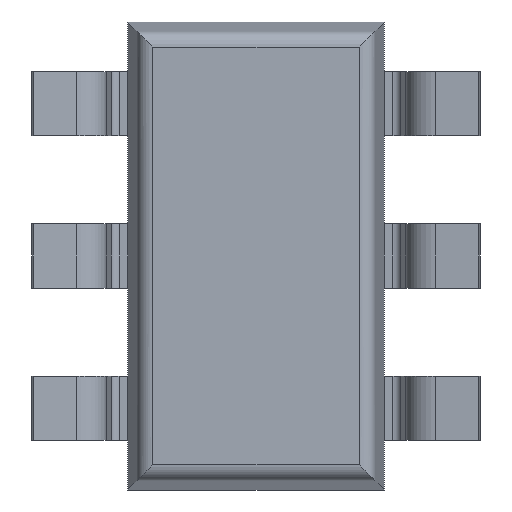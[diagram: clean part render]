
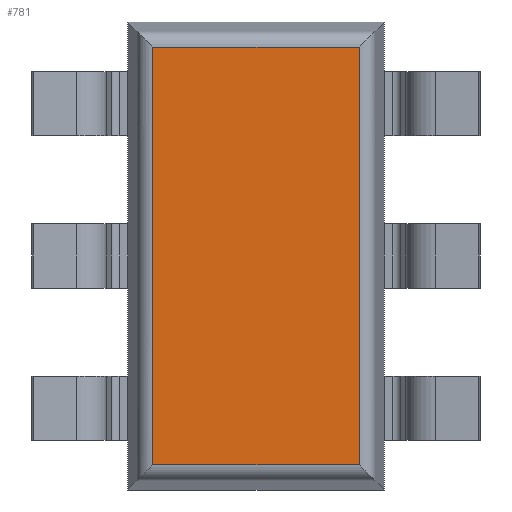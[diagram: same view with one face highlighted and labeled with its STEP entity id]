
A CAD part, front view. The second image highlights one B-rep face of the part: STEP entity #781.
In plain terms, the highlighted planar face has unit normal (0, -1, 0).
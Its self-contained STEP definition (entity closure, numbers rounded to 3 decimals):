
#195 = DIRECTION ( 'NONE',  ( 0., 0., -1. ) ) ;
#262 = LINE ( 'NONE', #1785, #848 ) ;
#330 = CARTESIAN_POINT ( 'NONE',  ( -0.643, 0.1, 1.303 ) ) ;
#343 = CARTESIAN_POINT ( 'NONE',  ( 0.643, 0.1, 1.303 ) ) ;
#392 = ORIENTED_EDGE ( 'NONE', *, *, #832, .T. ) ;
#491 = EDGE_CURVE ( 'NONE', #2348, #3199, #2553, .T. ) ;
#551 = LINE ( 'NONE', #785, #555 ) ;
#555 = VECTOR ( 'NONE', #3077, 1000. ) ;
#635 = VECTOR ( 'NONE', #1784, 1000. ) ;
#741 = PLANE ( 'NONE',  #2196 ) ;
#781 = ADVANCED_FACE ( 'NONE', ( #3288 ), #741, .T. ) ;
#785 = CARTESIAN_POINT ( 'NONE',  ( -0.643, 0.1, -1.39 ) ) ;
#789 = EDGE_CURVE ( 'NONE', #1940, #2348, #1739, .T. ) ;
#832 = EDGE_CURVE ( 'NONE', #3199, #1862, #262, .T. ) ;
#848 = VECTOR ( 'NONE', #2587, 1000. ) ;
#944 = CARTESIAN_POINT ( 'NONE',  ( 0., 0.1, 0. ) ) ;
#1223 = CARTESIAN_POINT ( 'NONE',  ( 0.73, 0.1, -1.303 ) ) ;
#1234 = VECTOR ( 'NONE', #2753, 1000. ) ;
#1708 = DIRECTION ( 'NONE',  ( 0., -1., 0. ) ) ;
#1739 = LINE ( 'NONE', #1223, #1234 ) ;
#1784 = DIRECTION ( 'NONE',  ( 0., 0., 1. ) ) ;
#1785 = CARTESIAN_POINT ( 'NONE',  ( -0.73, 0.1, 1.303 ) ) ;
#1862 = VERTEX_POINT ( 'NONE', #330 ) ;
#1932 = ORIENTED_EDGE ( 'NONE', *, *, #789, .T. ) ;
#1940 = VERTEX_POINT ( 'NONE', #2439 ) ;
#1958 = ORIENTED_EDGE ( 'NONE', *, *, #2197, .T. ) ;
#2088 = ORIENTED_EDGE ( 'NONE', *, *, #491, .T. ) ;
#2196 = AXIS2_PLACEMENT_3D ( 'NONE', #944, #1708, #195 ) ;
#2197 = EDGE_CURVE ( 'NONE', #1862, #1940, #551, .T. ) ;
#2348 = VERTEX_POINT ( 'NONE', #2562 ) ;
#2439 = CARTESIAN_POINT ( 'NONE',  ( -0.643, 0.1, -1.303 ) ) ;
#2553 = LINE ( 'NONE', #3014, #635 ) ;
#2562 = CARTESIAN_POINT ( 'NONE',  ( 0.643, 0.1, -1.303 ) ) ;
#2587 = DIRECTION ( 'NONE',  ( -1., 0., 0. ) ) ;
#2753 = DIRECTION ( 'NONE',  ( 1., 0., 0. ) ) ;
#2792 = EDGE_LOOP ( 'NONE', ( #392, #1958, #1932, #2088 ) ) ;
#3014 = CARTESIAN_POINT ( 'NONE',  ( 0.643, 0.1, 1.39 ) ) ;
#3077 = DIRECTION ( 'NONE',  ( 0., 0., -1. ) ) ;
#3199 = VERTEX_POINT ( 'NONE', #343 ) ;
#3288 = FACE_OUTER_BOUND ( 'NONE', #2792, .T. ) ;
